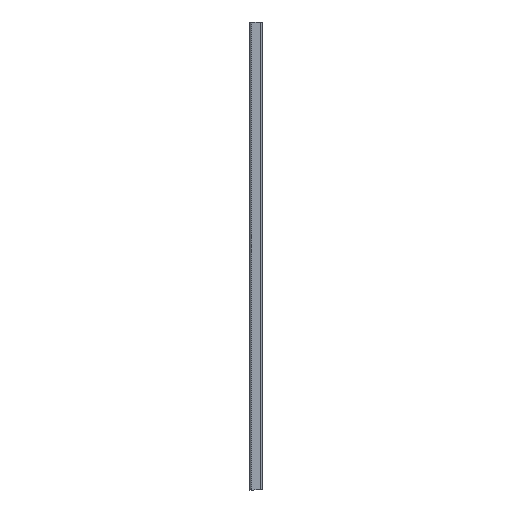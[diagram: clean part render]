
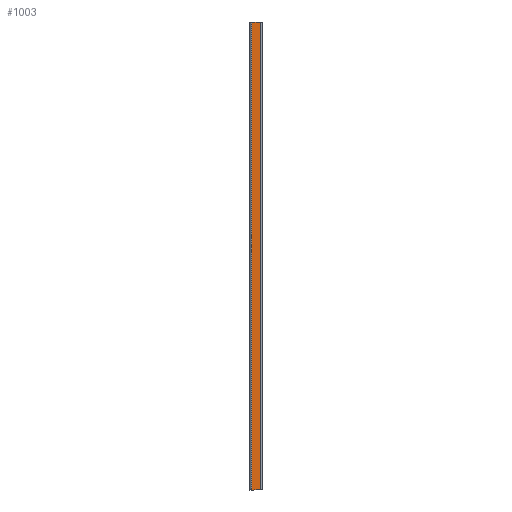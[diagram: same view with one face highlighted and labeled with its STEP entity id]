
A CAD part, left-side view. The second image highlights one B-rep face of the part: STEP entity #1003.
In plain terms, the highlighted planar face has unit normal (-1, 0, 0).
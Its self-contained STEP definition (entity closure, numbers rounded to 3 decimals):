
#253 = CARTESIAN_POINT ( 'NONE',  ( -20.5, 17.5, 1500. ) ) ;
#254 = DIRECTION ( 'NONE',  ( 0., 0., -1. ) ) ;
#315 = CARTESIAN_POINT ( 'NONE',  ( -20.5, 21., -400. ) ) ;
#316 = DIRECTION ( 'NONE',  ( 0., -1., 0. ) ) ;
#726 = FACE_OUTER_BOUND ( 'NONE', #904, .T. ) ;
#904 = EDGE_LOOP ( 'NONE', ( #1389, #1318, #1388, #1317 ) ) ;
#966 = CARTESIAN_POINT ( 'NONE',  ( -20.5, 17.5, 400. ) ) ;
#1003 = ADVANCED_FACE ( 'NONE', ( #726 ), #1786, .F. ) ;
#1109 = CARTESIAN_POINT ( 'NONE',  ( -20.5, 3.5, -400. ) ) ;
#1125 = CARTESIAN_POINT ( 'NONE',  ( -20.5, 17.5, -400. ) ) ;
#1317 = ORIENTED_EDGE ( 'NONE', *, *, #3127, .F. ) ;
#1318 = ORIENTED_EDGE ( 'NONE', *, *, #3191, .T. ) ;
#1388 = ORIENTED_EDGE ( 'NONE', *, *, #3221, .T. ) ;
#1389 = ORIENTED_EDGE ( 'NONE', *, *, #3094, .T. ) ;
#1736 = LINE ( 'NONE', #2137, #1739 ) ;
#1739 = VECTOR ( 'NONE', #2139, 1000. ) ;
#1781 = DIRECTION ( 'NONE',  ( 0., 1., 0. ) ) ;
#1782 = DIRECTION ( 'NONE',  ( 1., 0., 0. ) ) ;
#1786 = PLANE ( 'NONE',  #2789 ) ;
#1792 = CARTESIAN_POINT ( 'NONE',  ( -20.5, 17.5, 1500. ) ) ;
#1972 = VERTEX_POINT ( 'NONE', #1125 ) ;
#1974 = VERTEX_POINT ( 'NONE', #1109 ) ;
#2137 = CARTESIAN_POINT ( 'NONE',  ( -20.5, 21., 400. ) ) ;
#2139 = DIRECTION ( 'NONE',  ( 0., 1., 0. ) ) ;
#2215 = CARTESIAN_POINT ( 'NONE',  ( -20.5, 3.5, 1500. ) ) ;
#2216 = DIRECTION ( 'NONE',  ( 0., 0., -1. ) ) ;
#2293 = LINE ( 'NONE', #2215, #2296 ) ;
#2296 = VECTOR ( 'NONE', #2216, 1000. ) ;
#2396 = LINE ( 'NONE', #253, #2399 ) ;
#2399 = VECTOR ( 'NONE', #254, 1000. ) ;
#2444 = LINE ( 'NONE', #315, #2447 ) ;
#2447 = VECTOR ( 'NONE', #316, 1000. ) ;
#2670 = VERTEX_POINT ( 'NONE', #3270 ) ;
#2739 = VERTEX_POINT ( 'NONE', #966 ) ;
#2789 = AXIS2_PLACEMENT_3D ( 'NONE', #1792, #1782, #1781 ) ;
#3094 = EDGE_CURVE ( 'NONE', #2670, #2739, #1736, .T. ) ;
#3127 = EDGE_CURVE ( 'NONE', #2670, #1974, #2293, .T. ) ;
#3191 = EDGE_CURVE ( 'NONE', #2739, #1972, #2396, .T. ) ;
#3221 = EDGE_CURVE ( 'NONE', #1972, #1974, #2444, .T. ) ;
#3270 = CARTESIAN_POINT ( 'NONE',  ( -20.5, 3.5, 400. ) ) ;
